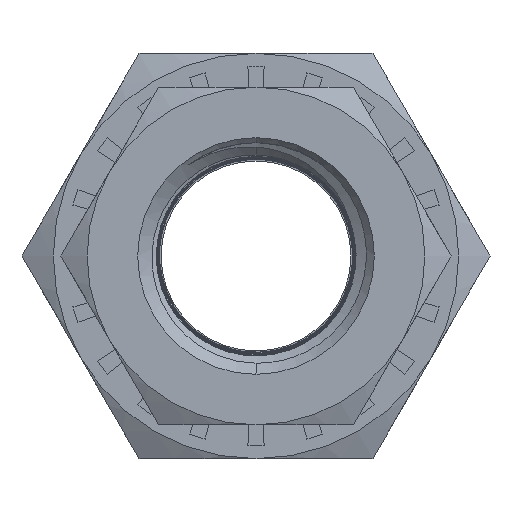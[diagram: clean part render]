
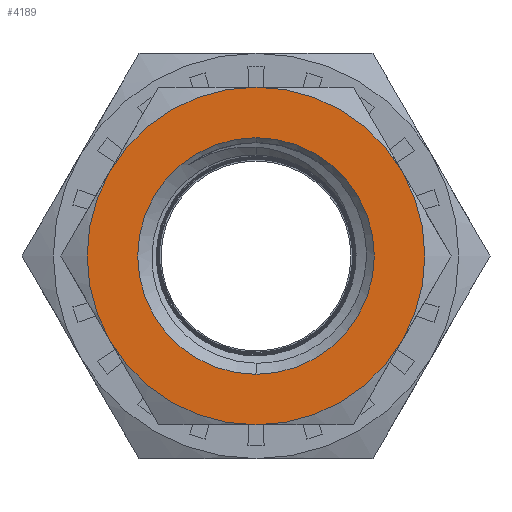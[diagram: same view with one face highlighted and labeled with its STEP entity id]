
A CAD part, left-side view. The second image highlights one B-rep face of the part: STEP entity #4189.
In plain terms, the highlighted planar face has unit normal (-1, 0, 0).
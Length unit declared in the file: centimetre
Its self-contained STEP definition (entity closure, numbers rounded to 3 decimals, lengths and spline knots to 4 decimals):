
#128=FACE_BOUND('',#630,.T.);
#143=PLANE('',#4463);
#389=FACE_OUTER_BOUND('',#629,.T.);
#629=EDGE_LOOP('',(#3392,#3393,#3394,#3395,#3396,#3397));
#630=EDGE_LOOP('',(#3398,#3399));
#756=CIRCLE('',#4375,11.1216);
#759=CIRCLE('',#4379,11.1216);
#775=CIRCLE('',#4464,15.875);
#776=CIRCLE('',#4465,15.875);
#777=CIRCLE('',#4466,15.875);
#778=CIRCLE('',#4467,15.875);
#779=CIRCLE('',#4468,15.875);
#780=CIRCLE('',#4469,15.875);
#1670=VERTEX_POINT('',#7027);
#1671=VERTEX_POINT('',#7029);
#1817=VERTEX_POINT('',#19511);
#1818=VERTEX_POINT('',#19512);
#1819=VERTEX_POINT('',#19514);
#1820=VERTEX_POINT('',#19516);
#1821=VERTEX_POINT('',#19518);
#1822=VERTEX_POINT('',#19520);
#2150=EDGE_CURVE('',#1670,#1671,#756,.T.);
#2157=EDGE_CURVE('',#1671,#1670,#759,.T.);
#2374=EDGE_CURVE('',#1817,#1818,#775,.T.);
#2375=EDGE_CURVE('',#1818,#1819,#776,.T.);
#2376=EDGE_CURVE('',#1819,#1820,#777,.T.);
#2377=EDGE_CURVE('',#1820,#1821,#778,.T.);
#2378=EDGE_CURVE('',#1821,#1822,#779,.T.);
#2379=EDGE_CURVE('',#1822,#1817,#780,.T.);
#3392=ORIENTED_EDGE('',*,*,#2374,.T.);
#3393=ORIENTED_EDGE('',*,*,#2375,.T.);
#3394=ORIENTED_EDGE('',*,*,#2376,.T.);
#3395=ORIENTED_EDGE('',*,*,#2377,.T.);
#3396=ORIENTED_EDGE('',*,*,#2378,.T.);
#3397=ORIENTED_EDGE('',*,*,#2379,.T.);
#3398=ORIENTED_EDGE('',*,*,#2157,.F.);
#3399=ORIENTED_EDGE('',*,*,#2150,.F.);
#4189=ADVANCED_FACE('',(#389,#128),#143,.T.);
#4375=AXIS2_PLACEMENT_3D('',#7030,#4868,#4869);
#4379=AXIS2_PLACEMENT_3D('',#7066,#4878,#4879);
#4463=AXIS2_PLACEMENT_3D('',#19510,#5111,#5112);
#4464=AXIS2_PLACEMENT_3D('',#19513,#5113,#5114);
#4465=AXIS2_PLACEMENT_3D('',#19515,#5115,#5116);
#4466=AXIS2_PLACEMENT_3D('',#19517,#5117,#5118);
#4467=AXIS2_PLACEMENT_3D('',#19519,#5119,#5120);
#4468=AXIS2_PLACEMENT_3D('',#19521,#5121,#5122);
#4469=AXIS2_PLACEMENT_3D('',#19522,#5123,#5124);
#4868=DIRECTION('center_axis',(-1.,0.,0.));
#4869=DIRECTION('ref_axis',(0.,1.,0.));
#4878=DIRECTION('center_axis',(-1.,0.,0.));
#4879=DIRECTION('ref_axis',(0.,1.,0.));
#5111=DIRECTION('center_axis',(-1.,0.,0.));
#5112=DIRECTION('ref_axis',(0.,1.,0.));
#5113=DIRECTION('center_axis',(-1.,0.,0.));
#5114=DIRECTION('ref_axis',(0.,1.,0.));
#5115=DIRECTION('center_axis',(-1.,0.,0.));
#5116=DIRECTION('ref_axis',(0.,1.,0.));
#5117=DIRECTION('center_axis',(-1.,0.,0.));
#5118=DIRECTION('ref_axis',(0.,1.,0.));
#5119=DIRECTION('center_axis',(-1.,0.,0.));
#5120=DIRECTION('ref_axis',(0.,1.,0.));
#5121=DIRECTION('center_axis',(-1.,0.,0.));
#5122=DIRECTION('ref_axis',(0.,1.,0.));
#5123=DIRECTION('center_axis',(-1.,0.,0.));
#5124=DIRECTION('ref_axis',(0.,1.,0.));
#7027=CARTESIAN_POINT('',(0.,-11.1216,0.));
#7029=CARTESIAN_POINT('',(0.,11.1216,0.));
#7030=CARTESIAN_POINT('Origin',(0.,0.,0.));
#7066=CARTESIAN_POINT('Origin',(0.,0.,0.));
#19510=CARTESIAN_POINT('Origin',(0.,0.,0.));
#19511=CARTESIAN_POINT('',(0.,7.9375,13.7482));
#19512=CARTESIAN_POINT('',(0.,15.875,0.));
#19513=CARTESIAN_POINT('Origin',(0.,0.,0.));
#19514=CARTESIAN_POINT('',(0.,7.9375,-13.7482));
#19515=CARTESIAN_POINT('Origin',(0.,0.,0.));
#19516=CARTESIAN_POINT('',(0.,-7.9375,-13.7482));
#19517=CARTESIAN_POINT('Origin',(0.,0.,0.));
#19518=CARTESIAN_POINT('',(0.,-15.875,0.));
#19519=CARTESIAN_POINT('Origin',(0.,0.,0.));
#19520=CARTESIAN_POINT('',(0.,-7.9375,13.7482));
#19521=CARTESIAN_POINT('Origin',(0.,0.,0.));
#19522=CARTESIAN_POINT('Origin',(0.,0.,0.));
